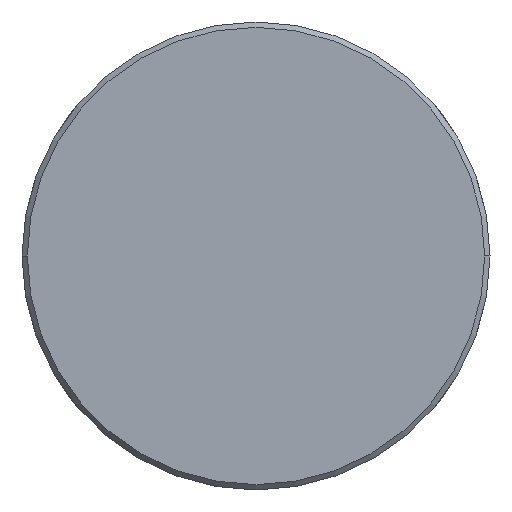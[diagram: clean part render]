
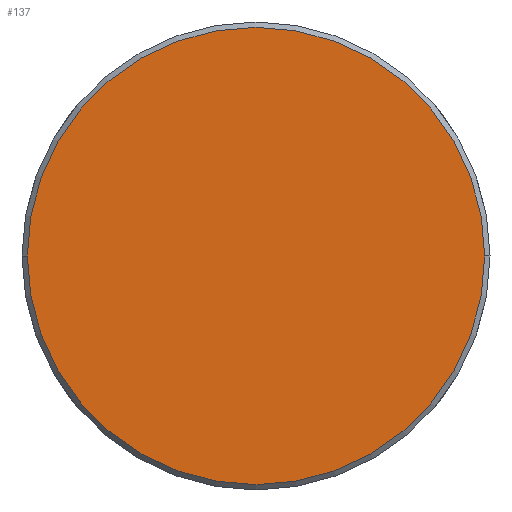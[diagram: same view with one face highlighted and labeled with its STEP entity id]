
A CAD part, left-side view. The second image highlights one B-rep face of the part: STEP entity #137.
In plain terms, the highlighted planar face has unit normal (-1, 0, 0).
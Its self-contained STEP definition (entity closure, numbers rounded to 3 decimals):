
#3 = VERTEX_POINT ( 'NONE', #334 ) ;
#87 = EDGE_CURVE ( 'NONE', #3, #1452, #931, .T. ) ;
#137 = ADVANCED_FACE ( 'NONE', ( #951 ), #1012, .F. ) ;
#165 = AXIS2_PLACEMENT_3D ( 'NONE', #1273, #772, #237 ) ;
#229 = EDGE_CURVE ( 'NONE', #1452, #3, #1538, .T. ) ;
#237 = DIRECTION ( 'NONE',  ( 0., 1., 0. ) ) ;
#261 = CARTESIAN_POINT ( 'NONE',  ( -152.5, 21.5, 0. ) ) ;
#277 = AXIS2_PLACEMENT_3D ( 'NONE', #1149, #771, #1661 ) ;
#328 = CARTESIAN_POINT ( 'NONE',  ( -152.5, 0., 0. ) ) ;
#334 = CARTESIAN_POINT ( 'NONE',  ( -152.5, -21.5, 0. ) ) ;
#734 = DIRECTION ( 'NONE',  ( -1., 0., 0. ) ) ;
#771 = DIRECTION ( 'NONE',  ( 1., 0., 0. ) ) ;
#772 = DIRECTION ( 'NONE',  ( -1., 0., 0. ) ) ;
#790 = AXIS2_PLACEMENT_3D ( 'NONE', #328, #734, #1285 ) ;
#918 = ORIENTED_EDGE ( 'NONE', *, *, #87, .T. ) ;
#920 = EDGE_LOOP ( 'NONE', ( #1430, #918 ) ) ;
#931 = CIRCLE ( 'NONE', #790, 21.5 ) ;
#951 = FACE_OUTER_BOUND ( 'NONE', #920, .T. ) ;
#1012 = PLANE ( 'NONE',  #277 ) ;
#1149 = CARTESIAN_POINT ( 'NONE',  ( -152.5, -21.758, 21.758 ) ) ;
#1273 = CARTESIAN_POINT ( 'NONE',  ( -152.5, 0., 0. ) ) ;
#1285 = DIRECTION ( 'NONE',  ( 0., 1., 0. ) ) ;
#1430 = ORIENTED_EDGE ( 'NONE', *, *, #229, .T. ) ;
#1452 = VERTEX_POINT ( 'NONE', #261 ) ;
#1538 = CIRCLE ( 'NONE', #165, 21.5 ) ;
#1661 = DIRECTION ( 'NONE',  ( 0., 0., -1. ) ) ;
